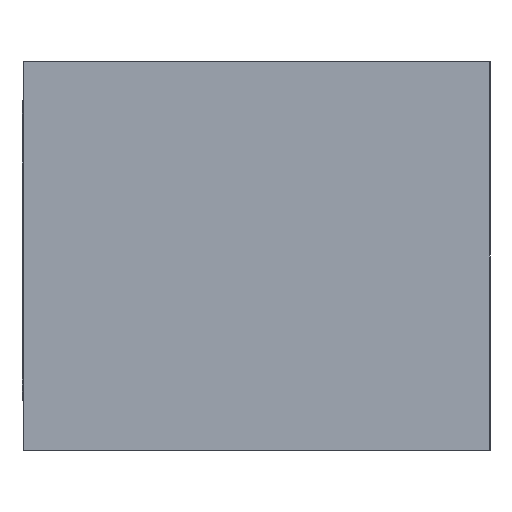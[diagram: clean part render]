
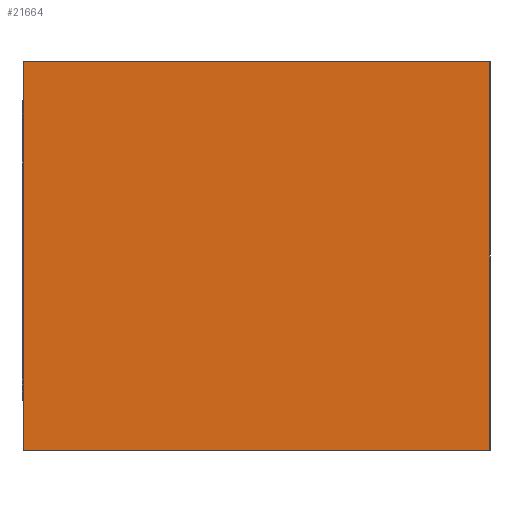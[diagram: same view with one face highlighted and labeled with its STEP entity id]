
A CAD part, left-side view. The second image highlights one B-rep face of the part: STEP entity #21664.
In plain terms, the highlighted planar face has unit normal (-1, 0, 0).
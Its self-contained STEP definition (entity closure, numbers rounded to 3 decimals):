
#75 = DIRECTION ( 'NONE',  ( 0., -1., 0. ) ) ;
#184 = CARTESIAN_POINT ( 'NONE',  ( -20., 3., 2.5 ) ) ;
#974 = CARTESIAN_POINT ( 'NONE',  ( -20., -3.01, 0. ) ) ;
#1048 = VECTOR ( 'NONE', #21645, 1000. ) ;
#2299 = CARTESIAN_POINT ( 'NONE',  ( -20., 3., -2.5 ) ) ;
#3021 = DIRECTION ( 'NONE',  ( 0., -1., 0. ) ) ;
#3044 = VECTOR ( 'NONE', #9238, 1000. ) ;
#3090 = CARTESIAN_POINT ( 'NONE',  ( -20., 3., -2.5 ) ) ;
#3173 = EDGE_CURVE ( 'NONE', #14058, #21202, #9056, .T. ) ;
#3725 = VERTEX_POINT ( 'NONE', #15002 ) ;
#4818 = DIRECTION ( 'NONE',  ( 0., 0., -1. ) ) ;
#5061 = CARTESIAN_POINT ( 'NONE',  ( -20., -3.01, -2.5 ) ) ;
#5376 = EDGE_CURVE ( 'NONE', #14058, #13062, #16511, .T. ) ;
#6547 = DIRECTION ( 'NONE',  ( 1., 0., 0. ) ) ;
#8472 = CARTESIAN_POINT ( 'NONE',  ( -20., 3., -2.5 ) ) ;
#9056 = LINE ( 'NONE', #19762, #3044 ) ;
#9238 = DIRECTION ( 'NONE',  ( 0., 0., 1. ) ) ;
#10132 = PLANE ( 'NONE',  #15722 ) ;
#10188 = ORIENTED_EDGE ( 'NONE', *, *, #16170, .F. ) ;
#10331 = LINE ( 'NONE', #974, #1048 ) ;
#11148 = ORIENTED_EDGE ( 'NONE', *, *, #3173, .F. ) ;
#12321 = EDGE_LOOP ( 'NONE', ( #10188, #17406, #11148, #20476 ) ) ;
#13062 = VERTEX_POINT ( 'NONE', #5061 ) ;
#14058 = VERTEX_POINT ( 'NONE', #2299 ) ;
#15002 = CARTESIAN_POINT ( 'NONE',  ( -20., -3.01, 2.5 ) ) ;
#15722 = AXIS2_PLACEMENT_3D ( 'NONE', #8472, #6547, #4818 ) ;
#16170 = EDGE_CURVE ( 'NONE', #3725, #13062, #10331, .T. ) ;
#16511 = LINE ( 'NONE', #3090, #17350 ) ;
#16956 = FACE_OUTER_BOUND ( 'NONE', #12321, .T. ) ;
#17225 = LINE ( 'NONE', #17493, #21357 ) ;
#17350 = VECTOR ( 'NONE', #3021, 1000. ) ;
#17406 = ORIENTED_EDGE ( 'NONE', *, *, #22422, .F. ) ;
#17493 = CARTESIAN_POINT ( 'NONE',  ( -20., 3., 2.5 ) ) ;
#19762 = CARTESIAN_POINT ( 'NONE',  ( -20., 3., 0. ) ) ;
#20476 = ORIENTED_EDGE ( 'NONE', *, *, #5376, .T. ) ;
#21202 = VERTEX_POINT ( 'NONE', #184 ) ;
#21357 = VECTOR ( 'NONE', #75, 1000. ) ;
#21645 = DIRECTION ( 'NONE',  ( 0., 0., -1. ) ) ;
#21664 = ADVANCED_FACE ( 'NONE', ( #16956 ), #10132, .F. ) ;
#22422 = EDGE_CURVE ( 'NONE', #21202, #3725, #17225, .T. ) ;
